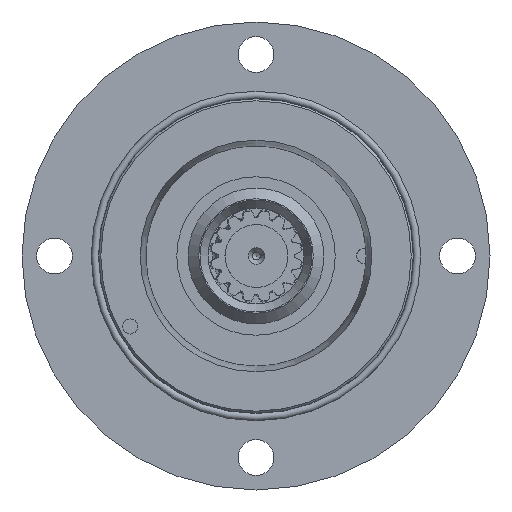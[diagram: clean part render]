
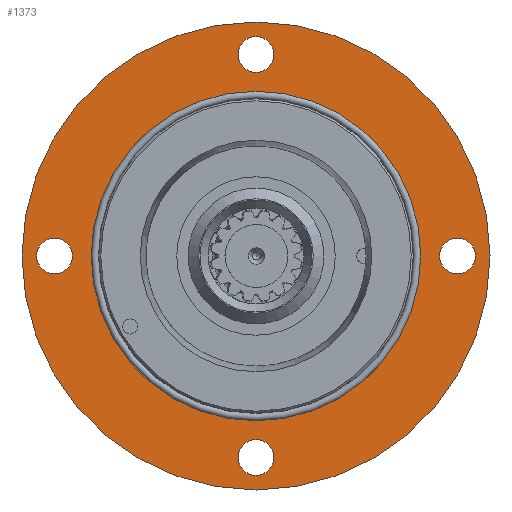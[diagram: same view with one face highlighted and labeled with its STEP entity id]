
A CAD part, left-side view. The second image highlights one B-rep face of the part: STEP entity #1373.
In plain terms, the highlighted planar face has unit normal (-1, 0, 0).
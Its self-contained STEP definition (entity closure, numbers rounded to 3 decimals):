
#1373 = ADVANCED_FACE( '', ( #2965, #2966, #2967, #2968, #2969, #2970 ), #2971, .T. );
#2965 = FACE_BOUND( '', #5039, .T. );
#2966 = FACE_BOUND( '', #5040, .T. );
#2967 = FACE_BOUND( '', #5041, .T. );
#2968 = FACE_BOUND( '', #5042, .T. );
#2969 = FACE_BOUND( '', #5043, .T. );
#2970 = FACE_OUTER_BOUND( '', #5044, .T. );
#2971 = PLANE( '', #5045 );
#5039 = EDGE_LOOP( '', ( #8583 ) );
#5040 = EDGE_LOOP( '', ( #8584 ) );
#5041 = EDGE_LOOP( '', ( #8585 ) );
#5042 = EDGE_LOOP( '', ( #8586 ) );
#5043 = EDGE_LOOP( '', ( #8587 ) );
#5044 = EDGE_LOOP( '', ( #8588 ) );
#5045 = AXIS2_PLACEMENT_3D( '', #8589, #8590, #8591 );
#8583 = ORIENTED_EDGE( '', *, *, #11527, .T. );
#8584 = ORIENTED_EDGE( '', *, *, #11637, .T. );
#8585 = ORIENTED_EDGE( '', *, *, #10550, .T. );
#8586 = ORIENTED_EDGE( '', *, *, #11638, .T. );
#8587 = ORIENTED_EDGE( '', *, *, #10954, .T. );
#8588 = ORIENTED_EDGE( '', *, *, #11368, .F. );
#8589 = CARTESIAN_POINT( '', ( 8., 93., 0. ) );
#8590 = DIRECTION( '', ( -1., 0., 0. ) );
#8591 = DIRECTION( '', ( 0., 0., 1. ) );
#10550 = EDGE_CURVE( '', #12560, #12560, #12561, .F. );
#10954 = EDGE_CURVE( '', #13208, #13208, #13209, .F. );
#11368 = EDGE_CURVE( '', #13822, #13822, #13823, .T. );
#11527 = EDGE_CURVE( '', #14037, #14037, #14038, .T. );
#11637 = EDGE_CURVE( '', #14172, #14172, #14173, .F. );
#11638 = EDGE_CURVE( '', #14174, #14174, #14175, .F. );
#12560 = VERTEX_POINT( '', #15508 );
#12561 = CIRCLE( '', #15509, 7.1 );
#13208 = VERTEX_POINT( '', #16652 );
#13209 = CIRCLE( '', #16653, 7.1 );
#13822 = VERTEX_POINT( '', #17845 );
#13823 = CIRCLE( '', #17846, 93. );
#14037 = VERTEX_POINT( '', #18220 );
#14038 = CIRCLE( '', #18221, 65.323 );
#14172 = VERTEX_POINT( '', #18482 );
#14173 = CIRCLE( '', #18483, 7.1 );
#14174 = VERTEX_POINT( '', #18484 );
#14175 = CIRCLE( '', #18485, 7.1 );
#15508 = CARTESIAN_POINT( '', ( 8., 0., 87.18 ) );
#15509 = AXIS2_PLACEMENT_3D( '', #19668, #19669, #19670 );
#16652 = CARTESIAN_POINT( '', ( 8., 0., -72.98 ) );
#16653 = AXIS2_PLACEMENT_3D( '', #20186, #20187, #20188 );
#17845 = CARTESIAN_POINT( '', ( 8., 0., -93. ) );
#17846 = AXIS2_PLACEMENT_3D( '', #20688, #20689, #20690 );
#18220 = CARTESIAN_POINT( '', ( 8., 0., -65.323 ) );
#18221 = AXIS2_PLACEMENT_3D( '', #20881, #20882, #20883 );
#18482 = CARTESIAN_POINT( '', ( 8., 80.08, 7.1 ) );
#18483 = AXIS2_PLACEMENT_3D( '', #21005, #21006, #21007 );
#18484 = CARTESIAN_POINT( '', ( 8., -80.08, 7.1 ) );
#18485 = AXIS2_PLACEMENT_3D( '', #21008, #21009, #21010 );
#19668 = CARTESIAN_POINT( '', ( 8., 0., 80.08 ) );
#19669 = DIRECTION( '', ( -1., 0., 0. ) );
#19670 = DIRECTION( '', ( 0., 0., 1. ) );
#20186 = CARTESIAN_POINT( '', ( 8., 0., -80.08 ) );
#20187 = DIRECTION( '', ( -1., 0., 0. ) );
#20188 = DIRECTION( '', ( 0., 0., 1. ) );
#20688 = CARTESIAN_POINT( '', ( 8., 0., 0. ) );
#20689 = DIRECTION( '', ( 1., 0., 0. ) );
#20690 = DIRECTION( '', ( 0., 0., -1. ) );
#20881 = CARTESIAN_POINT( '', ( 8., 0., 0. ) );
#20882 = DIRECTION( '', ( 1., 0., 0. ) );
#20883 = DIRECTION( '', ( 0., 0., -1. ) );
#21005 = CARTESIAN_POINT( '', ( 8., 80.08, 0. ) );
#21006 = DIRECTION( '', ( -1., 0., 0. ) );
#21007 = DIRECTION( '', ( 0., 0., 1. ) );
#21008 = CARTESIAN_POINT( '', ( 8., -80.08, 0. ) );
#21009 = DIRECTION( '', ( -1., 0., 0. ) );
#21010 = DIRECTION( '', ( 0., 0., 1. ) );
